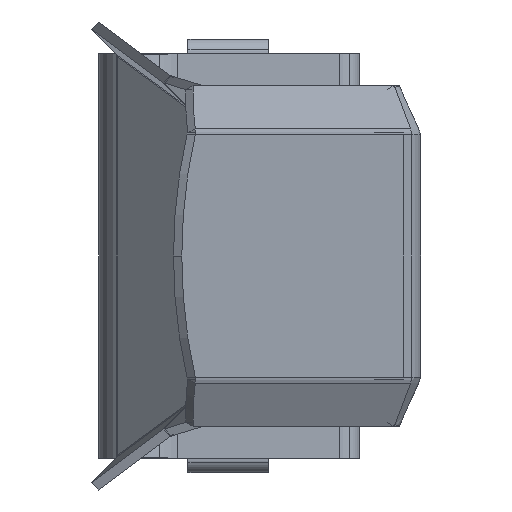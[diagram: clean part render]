
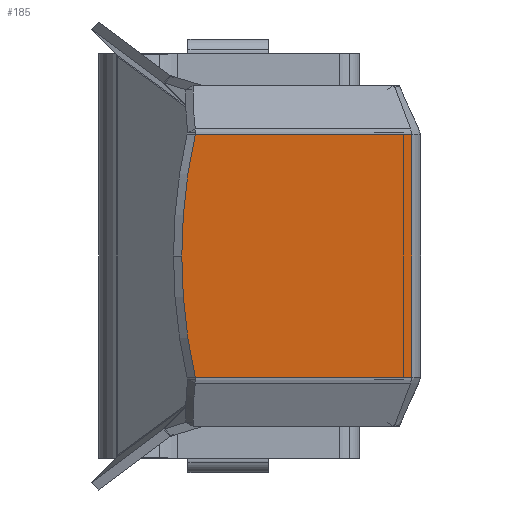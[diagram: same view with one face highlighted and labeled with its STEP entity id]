
A CAD part, left-side view. The second image highlights one B-rep face of the part: STEP entity #185.
In plain terms, the highlighted planar face has unit normal (-0.574, -0.819, 0).
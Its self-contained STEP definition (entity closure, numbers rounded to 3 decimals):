
#48 = DIRECTION ( 'NONE',  ( 0.819, -0.574, 0. ) ) ;
#98 = DIRECTION ( 'NONE',  ( 0., 0., -1. ) ) ;
#185 = ADVANCED_FACE ( 'NONE', ( #752 ), #4559, .F. ) ;
#530 = CARTESIAN_POINT ( 'NONE',  ( -93.529, -3.052, -6. ) ) ;
#589 = LINE ( 'NONE', #4603, #668 ) ;
#653 = DIRECTION ( 'NONE',  ( -0.819, 0.574, 0. ) ) ;
#668 = VECTOR ( 'NONE', #48, 1000. ) ;
#752 = FACE_OUTER_BOUND ( 'NONE', #6797, .T. ) ;
#954 = DIRECTION ( 'NONE',  ( -0.574, -0.819, 0. ) ) ;
#1116 = VERTEX_POINT ( 'NONE', #3900 ) ;
#1655 = DIRECTION ( 'NONE',  ( -0.819, 0.574, 0. ) ) ;
#1680 = CARTESIAN_POINT ( 'NONE',  ( -96.642, -0.872, 0. ) ) ;
#1694 = DIRECTION ( 'NONE',  ( -0.574, -0.819, 0. ) ) ;
#2008 = VERTEX_POINT ( 'NONE', #8151 ) ;
#2851 = VERTEX_POINT ( 'NONE', #6723 ) ;
#2966 = VECTOR ( 'NONE', #5904, 1000. ) ;
#2980 = LINE ( 'NONE', #5982, #2966 ) ;
#3337 = AXIS2_PLACEMENT_3D ( 'NONE', #5269, #954, #653 ) ;
#3737 = ORIENTED_EDGE ( 'NONE', *, *, #4604, .T. ) ;
#3741 = AXIS2_PLACEMENT_3D ( 'NONE', #7563, #5890, #7101 ) ;
#3900 = CARTESIAN_POINT ( 'NONE',  ( -108.792, 7.635, 6. ) ) ;
#4285 = CARTESIAN_POINT ( 'NONE',  ( -93.529, -3.052, 6. ) ) ;
#4559 = PLANE ( 'NONE',  #3741 ) ;
#4603 = CARTESIAN_POINT ( 'NONE',  ( -31.574, -46.434, -6. ) ) ;
#4604 = EDGE_CURVE ( 'NONE', #8522, #2851, #6260, .T. ) ;
#5042 = EDGE_CURVE ( 'NONE', #5995, #2008, #5303, .T. ) ;
#5115 = VECTOR ( 'NONE', #98, 1000. ) ;
#5269 = CARTESIAN_POINT ( 'NONE',  ( -96.642, -0.872, 0. ) ) ;
#5303 = LINE ( 'NONE', #530, #5115 ) ;
#5815 = ORIENTED_EDGE ( 'NONE', *, *, #9007, .T. ) ;
#5890 = DIRECTION ( 'NONE',  ( 0.574, 0.819, 0. ) ) ;
#5904 = DIRECTION ( 'NONE',  ( -0.819, 0.574, 0. ) ) ;
#5982 = CARTESIAN_POINT ( 'NONE',  ( -31.574, -46.434, 6. ) ) ;
#5995 = VERTEX_POINT ( 'NONE', #4285 ) ;
#6120 = ORIENTED_EDGE ( 'NONE', *, *, #8765, .T. ) ;
#6260 = CIRCLE ( 'NONE', #8122, 16. ) ;
#6723 = CARTESIAN_POINT ( 'NONE',  ( -108.792, 7.635, -6. ) ) ;
#6797 = EDGE_LOOP ( 'NONE', ( #5815, #3737, #6120, #8602, #8157 ) ) ;
#7101 = DIRECTION ( 'NONE',  ( -0.819, 0.574, 0. ) ) ;
#7563 = CARTESIAN_POINT ( 'NONE',  ( -31.574, -46.434, 0. ) ) ;
#7872 = EDGE_CURVE ( 'NONE', #5995, #1116, #2980, .T. ) ;
#8122 = AXIS2_PLACEMENT_3D ( 'NONE', #1680, #1694, #1655 ) ;
#8151 = CARTESIAN_POINT ( 'NONE',  ( -93.529, -3.052, -6. ) ) ;
#8157 = ORIENTED_EDGE ( 'NONE', *, *, #7872, .T. ) ;
#8522 = VERTEX_POINT ( 'NONE', #9065 ) ;
#8602 = ORIENTED_EDGE ( 'NONE', *, *, #5042, .F. ) ;
#8679 = CIRCLE ( 'NONE', #3337, 16. ) ;
#8765 = EDGE_CURVE ( 'NONE', #2851, #2008, #589, .T. ) ;
#9007 = EDGE_CURVE ( 'NONE', #1116, #8522, #8679, .T. ) ;
#9065 = CARTESIAN_POINT ( 'NONE',  ( -109.748, 8.305, 0. ) ) ;
